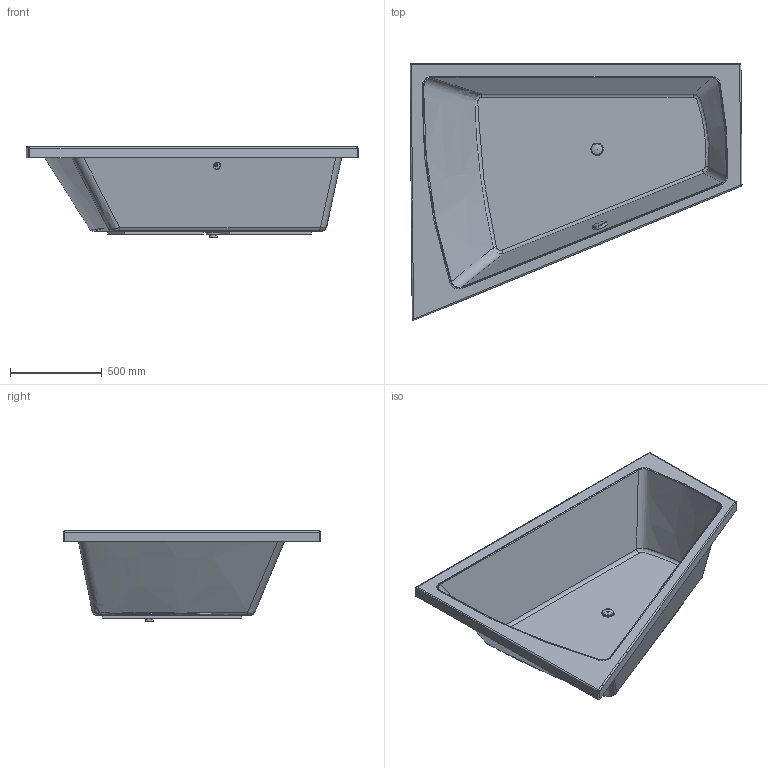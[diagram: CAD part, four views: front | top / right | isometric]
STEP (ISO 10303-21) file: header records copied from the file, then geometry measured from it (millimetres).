
FILE_DESCRIPTION((''),'2;1');
FILE_NAME('700216.stp','2010-07-22T22:38:39',('Andreas'),(''),'Autodesk Inventor 2009','Autodesk Inventor 2009','');
FILE_SCHEMA(('AUTOMOTIVE_DESIGN { 1 0 10303 214 1 1 1 1 }'));
Length unit declared in the file: millimetre
Products named in the file (5): 700216; Stopfen; Kelch; Verschluss_Ueberlauf
Assembly tree (4 placements, depth 2):
  700216
    700216
    Stopfen
    Kelch
    Verschluss_Ueberlauf
Bounding box: 1806.06 x 1397.27 x 491.12 mm (x, y, z)
Volume: 32420339.1 mm3; surface area: 7411361.2 mm2
Topology: 5 solids, 5 shells, 121 faces, 285 edges, 171 vertices
Faces by surface type: plane 48, cylinder 33, bspline 27, torus 7, cone 3, sphere 3
Full cylindrical faces by diameter (mm): 15 x1, 40.379 x1, 42 x1, 44 x1, 52 x2, 60 x1, 74 x1, 75 x1, 79.999 x1
Entity records: 14460 total; most frequent: CARTESIAN_POINT 11819, ORIENTED_EDGE 510, DIRECTION 483, EDGE_CURVE 255, AXIS2_PLACEMENT_3D 185, VERTEX_POINT 165, EDGE_LOOP 156, FACE_OUTER_BOUND 121
